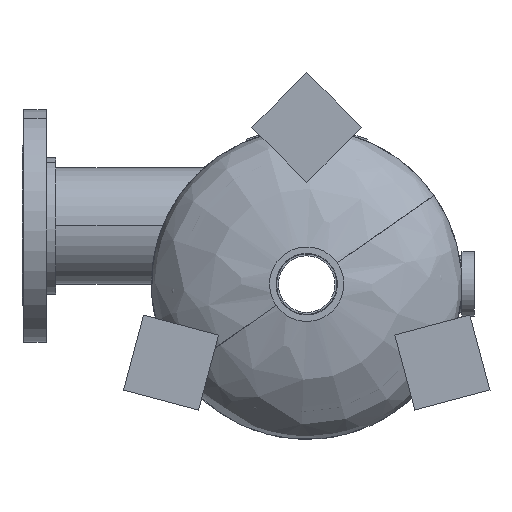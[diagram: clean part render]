
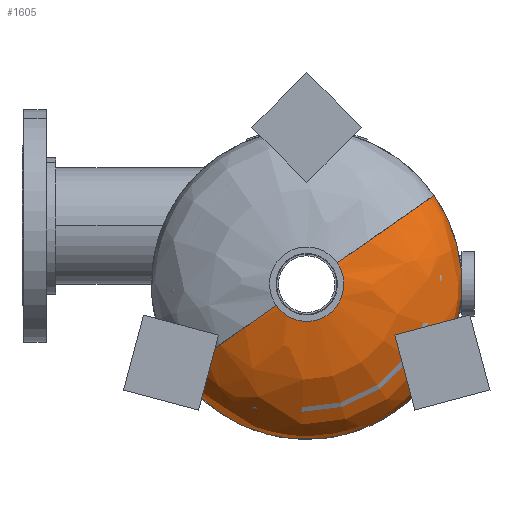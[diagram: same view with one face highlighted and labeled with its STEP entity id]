
A CAD part, front view. The second image highlights one B-rep face of the part: STEP entity #1605.
In plain terms, the highlighted free-form (B-spline) face has degree [3, 3] with [4, 4] control points.
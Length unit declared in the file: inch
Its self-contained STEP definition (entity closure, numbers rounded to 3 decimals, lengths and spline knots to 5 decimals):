
#101 = DIRECTION ( 'NONE',  ( 0., 0., -1. ) ) ;
#191 = CIRCLE ( 'NONE', #7035, 1.3125 ) ;
#483 = EDGE_CURVE ( 'NONE', #4463, #5445, #191, .T. ) ;
#565 = VERTEX_POINT ( 'NONE', #6028 ) ;
#599 = ORIENTED_EDGE ( 'NONE', *, *, #6014, .F. ) ;
#968 = CARTESIAN_POINT ( 'NONE',  ( 6., 1.0125, 0. ) ) ;
#1101 = CARTESIAN_POINT ( 'NONE',  ( -6., 1.0125, 0. ) ) ;
#1158 = CARTESIAN_POINT ( 'NONE',  ( 0., 1.0125, 0. ) ) ;
#1298 = EDGE_CURVE ( 'NONE', #5445, #7019, #6841, .T. ) ;
#1308 = CARTESIAN_POINT ( 'NONE',  ( 0., 1.0125, 0. ) ) ;
#1325 = VERTEX_POINT ( 'NONE', #968 ) ;
#1361 = CARTESIAN_POINT ( 'NONE',  ( 6., 2.50079, 0. ) ) ;
#1454 = CARTESIAN_POINT ( 'NONE',  ( 1.3125, 3.98814, -2.625 ) ) ;
#1507 = DIRECTION ( 'NONE',  ( 0., 0., -1. ) ) ;
#1591 = ORIENTED_EDGE ( 'NONE', *, *, #7047, .F. ) ;
#1605 = ADVANCED_FACE ( 'NONE', ( #4760 ), #2873, .F. ) ;
#1693 = CARTESIAN_POINT ( 'NONE',  ( 0., 1.0125, -6. ) ) ;
#2023 = CARTESIAN_POINT ( 'NONE',  ( -6., 1.0125, 0. ) ) ;
#2079 = CARTESIAN_POINT ( 'NONE',  ( 6., 2.50079, -12. ) ) ;
#2089 = CIRCLE ( 'NONE', #4369, 1.3125 ) ;
#2158 = ORIENTED_EDGE ( 'NONE', *, *, #483, .F. ) ;
#2511 = EDGE_CURVE ( 'NONE', #565, #4463, #2089, .T. ) ;
#2749 = CARTESIAN_POINT ( 'NONE',  ( 6., 1.0125, 0. ) ) ;
#2873 =( BOUNDED_SURFACE ( )  B_SPLINE_SURFACE ( 3, 3, ( 
 ( #6797, #8318, #1454, #3504 ),
 ( #3370, #7650, #5517, #5564 ),
 ( #6934, #6092, #2079, #1361 ),
 ( #4092, #8188, #6180, #2749 ) ),
 .UNSPECIFIED., .F., .F., .T. ) 
 B_SPLINE_SURFACE_WITH_KNOTS ( ( 4, 4 ),
 ( 4, 4 ),
 ( 0., 1. ),
 ( 0., 1. ),
 .UNSPECIFIED. ) 
 GEOMETRIC_REPRESENTATION_ITEM ( )  RATIONAL_B_SPLINE_SURFACE ( (
 ( 1., 0.333, 0.333, 1.),
 ( 0.854, 0.285, 0.285, 0.854),
 ( 0.854, 0.285, 0.285, 0.854),
 ( 1., 0.333, 0.333, 1.) ) ) 
 REPRESENTATION_ITEM ( '' )  SURFACE ( )  );
#3298 = DIRECTION ( 'NONE',  ( 0., -1., 0. ) ) ;
#3370 = CARTESIAN_POINT ( 'NONE',  ( -4.16984, 3.66258, 0. ) ) ;
#3446 = CARTESIAN_POINT ( 'NONE',  ( -1.3125, 3.98814, 0. ) ) ;
#3460 = CIRCLE ( 'NONE', #5603, 6. ) ;
#3504 = CARTESIAN_POINT ( 'NONE',  ( 1.3125, 3.98814, 0. ) ) ;
#3666 = DIRECTION ( 'NONE',  ( 0., 1., 0. ) ) ;
#4092 = CARTESIAN_POINT ( 'NONE',  ( -6., 1.0125, 0. ) ) ;
#4150 = CARTESIAN_POINT ( 'NONE',  ( 4.16984, 3.66258, 0. ) ) ;
#4360 = CARTESIAN_POINT ( 'NONE',  ( -6., 2.50079, 0. ) ) ;
#4369 = AXIS2_PLACEMENT_3D ( 'NONE', #7580, #7537, #1507 ) ;
#4463 = VERTEX_POINT ( 'NONE', #5213 ) ;
#4528 = AXIS2_PLACEMENT_3D ( 'NONE', #1308, #8177, #8129 ) ;
#4760 = FACE_OUTER_BOUND ( 'NONE', #5562, .T. ) ;
#4821 = CARTESIAN_POINT ( 'NONE',  ( 6., 2.50079, 0. ) ) ;
#4890 = ORIENTED_EDGE ( 'NONE', *, *, #1298, .F. ) ;
#5039 = EDGE_CURVE ( 'NONE', #565, #1325, #5651, .T. ) ;
#5213 = CARTESIAN_POINT ( 'NONE',  ( 0.75083, 3.98814, -1.07653 ) ) ;
#5440 = CARTESIAN_POINT ( 'NONE',  ( 1.3125, 3.98814, 0. ) ) ;
#5445 = VERTEX_POINT ( 'NONE', #3446 ) ;
#5517 = CARTESIAN_POINT ( 'NONE',  ( 4.16984, 3.66258, -8.33968 ) ) ;
#5562 = EDGE_LOOP ( 'NONE', ( #4890, #2158, #6361, #6017, #1591, #599 ) ) ;
#5564 = CARTESIAN_POINT ( 'NONE',  ( 4.16984, 3.66258, 0. ) ) ;
#5591 = CARTESIAN_POINT ( 'NONE',  ( 0., 3.98814, 0. ) ) ;
#5603 = AXIS2_PLACEMENT_3D ( 'NONE', #1158, #3298, #8730 ) ;
#5651 =( BOUNDED_CURVE ( )  B_SPLINE_CURVE ( 3, ( #5440, #4150, #4821, #7536 ),
 .UNSPECIFIED., .F., .T. ) 
 B_SPLINE_CURVE_WITH_KNOTS ( ( 4, 4 ),
 ( 1.79133, 3.14159 ),
 .UNSPECIFIED. ) 
 CURVE ( )  GEOMETRIC_REPRESENTATION_ITEM ( )  RATIONAL_B_SPLINE_CURVE ( ( 1., 0.854, 0.854, 1. ) ) 
 REPRESENTATION_ITEM ( '' )  );
#5804 = VERTEX_POINT ( 'NONE', #1693 ) ;
#6014 = EDGE_CURVE ( 'NONE', #7019, #5804, #3460, .T. ) ;
#6017 = ORIENTED_EDGE ( 'NONE', *, *, #5039, .T. ) ;
#6028 = CARTESIAN_POINT ( 'NONE',  ( 1.3125, 3.98814, 0. ) ) ;
#6092 = CARTESIAN_POINT ( 'NONE',  ( -6., 2.50079, -12. ) ) ;
#6180 = CARTESIAN_POINT ( 'NONE',  ( 6., 1.0125, -12. ) ) ;
#6361 = ORIENTED_EDGE ( 'NONE', *, *, #2511, .F. ) ;
#6797 = CARTESIAN_POINT ( 'NONE',  ( -1.3125, 3.98814, 0. ) ) ;
#6841 =( BOUNDED_CURVE ( )  B_SPLINE_CURVE ( 3, ( #8462, #7749, #4360, #1101 ),
 .UNSPECIFIED., .F., .T. ) 
 B_SPLINE_CURVE_WITH_KNOTS ( ( 4, 4 ),
 ( 1.79133, 3.14159 ),
 .UNSPECIFIED. ) 
 CURVE ( )  GEOMETRIC_REPRESENTATION_ITEM ( )  RATIONAL_B_SPLINE_CURVE ( ( 1., 0.854, 0.854, 1. ) ) 
 REPRESENTATION_ITEM ( '' )  );
#6934 = CARTESIAN_POINT ( 'NONE',  ( -6., 2.50079, 0. ) ) ;
#7019 = VERTEX_POINT ( 'NONE', #2023 ) ;
#7035 = AXIS2_PLACEMENT_3D ( 'NONE', #5591, #3666, #101 ) ;
#7047 = EDGE_CURVE ( 'NONE', #5804, #1325, #8367, .T. ) ;
#7537 = DIRECTION ( 'NONE',  ( 0., 1., 0. ) ) ;
#7536 = CARTESIAN_POINT ( 'NONE',  ( 6., 1.0125, 0. ) ) ;
#7580 = CARTESIAN_POINT ( 'NONE',  ( 0., 3.98814, 0. ) ) ;
#7650 = CARTESIAN_POINT ( 'NONE',  ( -4.16984, 3.66258, -8.33968 ) ) ;
#7749 = CARTESIAN_POINT ( 'NONE',  ( -4.16984, 3.66258, 0. ) ) ;
#8129 = DIRECTION ( 'NONE',  ( 0., 0., -1. ) ) ;
#8177 = DIRECTION ( 'NONE',  ( 0., -1., 0. ) ) ;
#8188 = CARTESIAN_POINT ( 'NONE',  ( -6., 1.0125, -12. ) ) ;
#8318 = CARTESIAN_POINT ( 'NONE',  ( -1.3125, 3.98814, -2.625 ) ) ;
#8367 = CIRCLE ( 'NONE', #4528, 6. ) ;
#8462 = CARTESIAN_POINT ( 'NONE',  ( -1.3125, 3.98814, 0. ) ) ;
#8730 = DIRECTION ( 'NONE',  ( 0., 0., -1. ) ) ;
